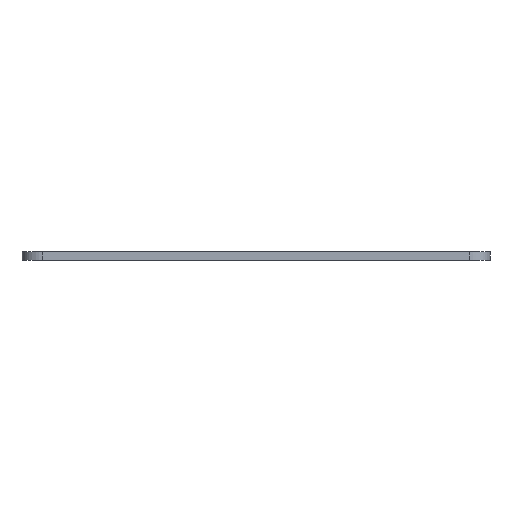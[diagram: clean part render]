
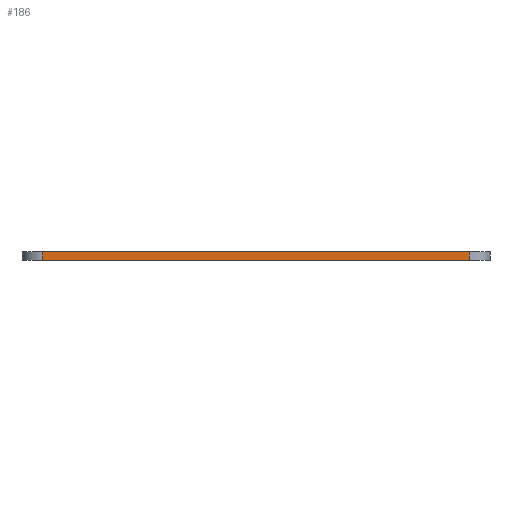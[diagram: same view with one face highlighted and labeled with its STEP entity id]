
A CAD part, front view. The second image highlights one B-rep face of the part: STEP entity #186.
In plain terms, the highlighted planar face has unit normal (0, -1, 0).
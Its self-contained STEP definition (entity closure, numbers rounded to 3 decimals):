
#128 = VERTEX_POINT('',#129);
#129 = CARTESIAN_POINT('',(118.408,-151.613,-1.6));
#136 = EDGE_CURVE('',#137,#128,#139,.T.);
#137 = VERTEX_POINT('',#138);
#138 = CARTESIAN_POINT('',(118.408,-151.613,0.));
#139 = LINE('',#140,#141);
#140 = CARTESIAN_POINT('',(118.408,-151.613,0.));
#141 = VECTOR('',#142,1.);
#142 = DIRECTION('',(0.,0.,-1.));
#186 = ADVANCED_FACE('',(#187),#212,.T.);
#187 = FACE_BOUND('',#188,.T.);
#188 = EDGE_LOOP('',(#189,#199,#205,#206));
#189 = ORIENTED_EDGE('',*,*,#190,.T.);
#190 = EDGE_CURVE('',#191,#193,#195,.T.);
#191 = VERTEX_POINT('',#192);
#192 = CARTESIAN_POINT('',(36.408,-151.613,0.));
#193 = VERTEX_POINT('',#194);
#194 = CARTESIAN_POINT('',(36.408,-151.613,-1.6));
#195 = LINE('',#196,#197);
#196 = CARTESIAN_POINT('',(36.408,-151.613,0.));
#197 = VECTOR('',#198,1.);
#198 = DIRECTION('',(0.,0.,-1.));
#199 = ORIENTED_EDGE('',*,*,#200,.T.);
#200 = EDGE_CURVE('',#193,#128,#201,.T.);
#201 = LINE('',#202,#203);
#202 = CARTESIAN_POINT('',(36.408,-151.613,-1.6));
#203 = VECTOR('',#204,1.);
#204 = DIRECTION('',(1.,0.,0.));
#205 = ORIENTED_EDGE('',*,*,#136,.F.);
#206 = ORIENTED_EDGE('',*,*,#207,.F.);
#207 = EDGE_CURVE('',#191,#137,#208,.T.);
#208 = LINE('',#209,#210);
#209 = CARTESIAN_POINT('',(36.408,-151.613,0.));
#210 = VECTOR('',#211,1.);
#211 = DIRECTION('',(1.,0.,0.));
#212 = PLANE('',#213);
#213 = AXIS2_PLACEMENT_3D('',#214,#215,#216);
#214 = CARTESIAN_POINT('',(36.408,-151.613,0.));
#215 = DIRECTION('',(0.,-1.,0.));
#216 = DIRECTION('',(1.,0.,0.));
